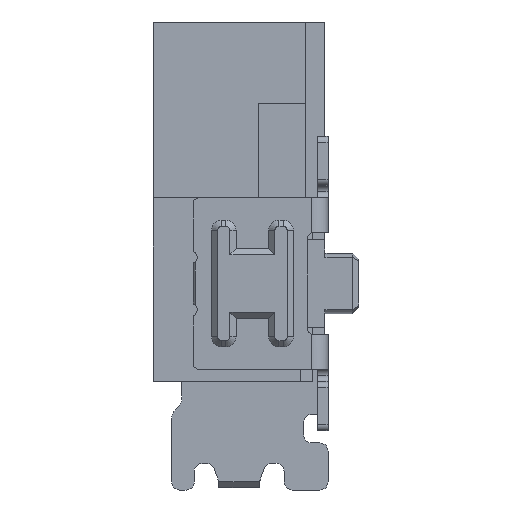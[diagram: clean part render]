
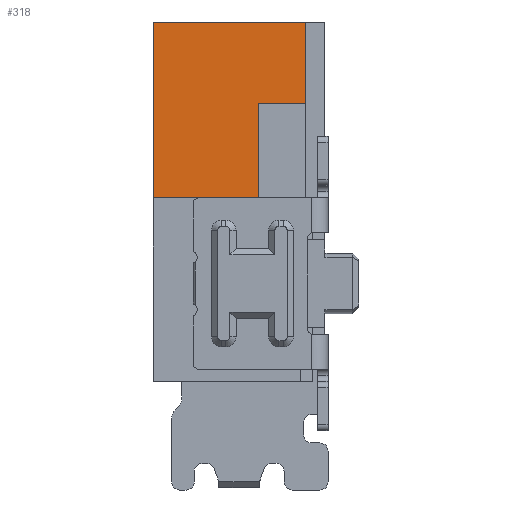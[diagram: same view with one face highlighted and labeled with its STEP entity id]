
A CAD part, left-side view. The second image highlights one B-rep face of the part: STEP entity #318.
In plain terms, the highlighted planar face has unit normal (-1, 0, 0).
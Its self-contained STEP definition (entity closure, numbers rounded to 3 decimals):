
#84 = LINE ( 'NONE', #480, #11019 ) ;
#287 = VERTEX_POINT ( 'NONE', #7579 ) ;
#318 = ADVANCED_FACE ( 'NONE', ( #5880 ), #17636, .F. ) ;
#332 = CARTESIAN_POINT ( 'NONE',  ( -6.505, 0.475, -2. ) ) ;
#480 = CARTESIAN_POINT ( 'NONE',  ( -6.505, 1.625, 0. ) ) ;
#523 = VECTOR ( 'NONE', #10395, 1000. ) ;
#663 = CARTESIAN_POINT ( 'NONE',  ( -6.505, 4.2, 0. ) ) ;
#764 = EDGE_LOOP ( 'NONE', ( #19031, #15470, #18417, #6738, #4960, #8589 ) ) ;
#1356 = EDGE_CURVE ( 'NONE', #287, #14490, #12669, .T. ) ;
#1450 = DIRECTION ( 'NONE',  ( 1., 0., 0. ) ) ;
#1785 = VERTEX_POINT ( 'NONE', #332 ) ;
#2238 = VERTEX_POINT ( 'NONE', #19729 ) ;
#3408 = LINE ( 'NONE', #7178, #20541 ) ;
#4039 = DIRECTION ( 'NONE',  ( 0., 1., 0. ) ) ;
#4056 = CARTESIAN_POINT ( 'NONE',  ( -6.505, 0.475, -4.3 ) ) ;
#4860 = LINE ( 'NONE', #13793, #523 ) ;
#4960 = ORIENTED_EDGE ( 'NONE', *, *, #1356, .T. ) ;
#5647 = EDGE_CURVE ( 'NONE', #2238, #287, #21089, .T. ) ;
#5880 = FACE_OUTER_BOUND ( 'NONE', #764, .T. ) ;
#6366 = LINE ( 'NONE', #4056, #8599 ) ;
#6738 = ORIENTED_EDGE ( 'NONE', *, *, #5647, .T. ) ;
#7162 = CARTESIAN_POINT ( 'NONE',  ( -6.505, 0., 0. ) ) ;
#7178 = CARTESIAN_POINT ( 'NONE',  ( -6.505, 0., -2. ) ) ;
#7438 = CARTESIAN_POINT ( 'NONE',  ( -6.505, 1.625, -4.3 ) ) ;
#7579 = CARTESIAN_POINT ( 'NONE',  ( -6.505, 4.2, 0. ) ) ;
#8589 = ORIENTED_EDGE ( 'NONE', *, *, #9406, .F. ) ;
#8599 = VECTOR ( 'NONE', #13953, 1000. ) ;
#9406 = EDGE_CURVE ( 'NONE', #17030, #14490, #4860, .T. ) ;
#10303 = VECTOR ( 'NONE', #4039, 1000. ) ;
#10376 = DIRECTION ( 'NONE',  ( 0., 0., 1. ) ) ;
#10395 = DIRECTION ( 'NONE',  ( 0., 1., 0. ) ) ;
#10778 = VERTEX_POINT ( 'NONE', #20902 ) ;
#10902 = CARTESIAN_POINT ( 'NONE',  ( -6.505, 4.2, -4.3 ) ) ;
#11019 = VECTOR ( 'NONE', #10376, 1000. ) ;
#12669 = LINE ( 'NONE', #663, #19090 ) ;
#13370 = DIRECTION ( 'NONE',  ( 0., -1., 0. ) ) ;
#13793 = CARTESIAN_POINT ( 'NONE',  ( -6.505, 0., -4.3 ) ) ;
#13953 = DIRECTION ( 'NONE',  ( 0., 0., 1. ) ) ;
#14490 = VERTEX_POINT ( 'NONE', #10902 ) ;
#14513 = CARTESIAN_POINT ( 'NONE',  ( -6.505, 0., 0. ) ) ;
#15470 = ORIENTED_EDGE ( 'NONE', *, *, #15791, .T. ) ;
#15791 = EDGE_CURVE ( 'NONE', #10778, #1785, #3408, .T. ) ;
#16030 = EDGE_CURVE ( 'NONE', #1785, #2238, #6366, .T. ) ;
#16133 = DIRECTION ( 'NONE',  ( 0., 0., -1. ) ) ;
#17030 = VERTEX_POINT ( 'NONE', #7438 ) ;
#17256 = AXIS2_PLACEMENT_3D ( 'NONE', #14513, #1450, #16133 ) ;
#17636 = PLANE ( 'NONE',  #17256 ) ;
#18417 = ORIENTED_EDGE ( 'NONE', *, *, #16030, .T. ) ;
#19031 = ORIENTED_EDGE ( 'NONE', *, *, #19627, .T. ) ;
#19090 = VECTOR ( 'NONE', #20483, 1000. ) ;
#19627 = EDGE_CURVE ( 'NONE', #17030, #10778, #84, .T. ) ;
#19729 = CARTESIAN_POINT ( 'NONE',  ( -6.505, 0.475, 0. ) ) ;
#20483 = DIRECTION ( 'NONE',  ( 0., 0., -1. ) ) ;
#20541 = VECTOR ( 'NONE', #13370, 1000. ) ;
#20902 = CARTESIAN_POINT ( 'NONE',  ( -6.505, 1.625, -2. ) ) ;
#21089 = LINE ( 'NONE', #7162, #10303 ) ;
